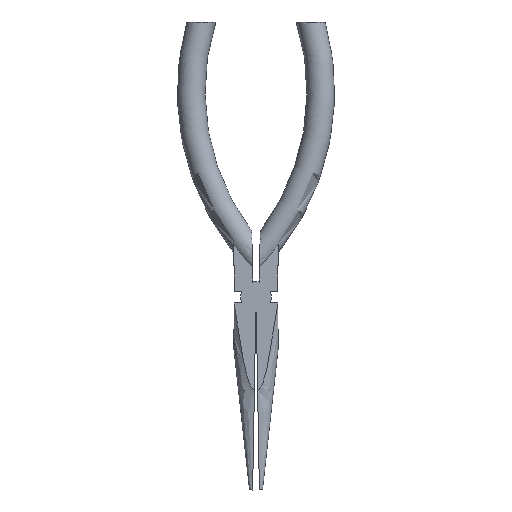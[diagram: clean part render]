
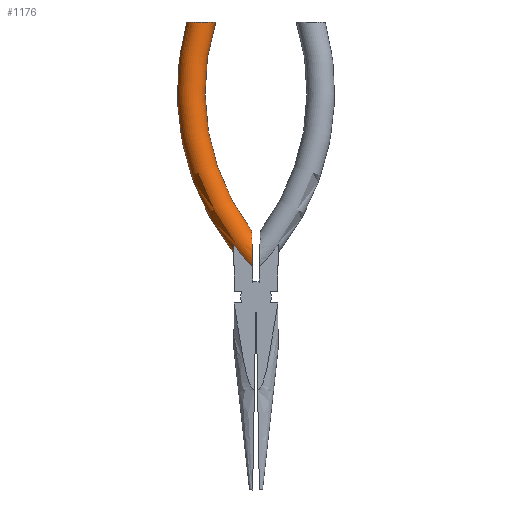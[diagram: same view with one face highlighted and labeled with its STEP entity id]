
A CAD part, front view. The second image highlights one B-rep face of the part: STEP entity #1176.
In plain terms, the highlighted toroidal (fillet/blend) face has major radius 80 mm and minor radius 4.5 mm.
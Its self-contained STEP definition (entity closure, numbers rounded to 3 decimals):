
#864=CARTESIAN_POINT('POINT51',(-1.174,
   -3.5,72.949));
#865=VERTEX_POINT('VERTEX51',#864);
#872=CARTESIAN_POINT('POINT52',(-7.301,
   -3.5,80.176));
#873=VERTEX_POINT('VERTEX52',#872);
#874=CARTESIAN_POINT('POS66',(58.839,
   -3.5,130.037));
#875=DIRECTION('DIR89',(0.,-1.,
   0.));
#876=DIRECTION('DIR90',(-0.017,0.,
   1.));
#877=AXIS2_PLACEMENT_3D('AXIS24',#874,#875,#876);
#878=CIRCLE('ELLIPSE9',#877,82.828);
#879=EDGE_CURVE('EDGE75',#873,#865,#878,.T.);
#904=CARTESIAN_POINT('POINT54',(-7.252,
   0.,77.385));
#905=VERTEX_POINT('VERTEX54',#904);
#929=B_SPLINE_CURVE_WITH_KNOTS('SPLINE_CRV16',3,(#930,#931,#932,#933,
   #934,#935,#936,#937,#938,#939,#940,#941),.UNSPECIFIED.,.F.,.F.,(4,2,2
   ,2,2,4),(0.,0.07,0.14,
   0.231,0.322,0.446),
   .UNSPECIFIED.);
#930=CARTESIAN_POINT('',(-7.252,0.,
   77.385));
#931=CARTESIAN_POINT('',(-7.252,-0.233,
   77.385));
#932=CARTESIAN_POINT('',(-7.253,-0.485,
   77.417));
#933=CARTESIAN_POINT('',(-7.255,-0.972,
   77.548));
#934=CARTESIAN_POINT('',(-7.257,-1.207,
   77.647));
#935=CARTESIAN_POINT('',(-7.261,-1.679,
   77.904));
#936=CARTESIAN_POINT('',(-7.265,-1.947,
   78.1));
#937=CARTESIAN_POINT('',(-7.272,-2.433,
   78.549));
#938=CARTESIAN_POINT('',(-7.277,-2.651,
   78.803));
#939=CARTESIAN_POINT('',(-7.287,-3.077,
   79.38));
#940=CARTESIAN_POINT('',(-7.294,-3.306,
   79.769));
#941=CARTESIAN_POINT('',(-7.301,-3.5,
   80.176));
#942=EDGE_CURVE('EDGE79',#905,#873,#929,.T.);
#996=CARTESIAN_POINT('POINT56',(-1.375,
   0.,84.49));
#997=VERTEX_POINT('VERTEX56',#996);
#1027=B_SPLINE_CURVE_WITH_KNOTS('SPLINE_CRV18',3,(#1028,#1029,#1030,
   #1031,#1032,#1033,#1034,#1035,#1036,#1037,#1038,#1039,#1040,#1041,
   #1042,#1043,#1044,#1045,#1046,#1047,#1048,#1049,#1050,#1051,#1052,
   #1053),.UNSPECIFIED.,.F.,.F.,(4,2,2,2,2,2,2,2,2,2,2,2,4),(
   1.721,1.792,1.862,
   1.957,2.051,2.177,
   2.303,2.452,2.602,
   2.746,2.89,3.003,
   3.019),.UNSPECIFIED.);
#1028=CARTESIAN_POINT('',(-1.375,0.,
   84.49));
#1029=CARTESIAN_POINT('',(-1.375,-0.235,
   84.49));
#1030=CARTESIAN_POINT('',(-1.375,-0.49,
   84.457));
#1031=CARTESIAN_POINT('',(-1.372,-0.981,
   84.319));
#1032=CARTESIAN_POINT('',(-1.37,-1.217,
   84.215));
#1033=CARTESIAN_POINT('',(-1.366,-1.696,
   83.946));
#1034=CARTESIAN_POINT('',(-1.362,-1.971,
   83.74));
#1035=CARTESIAN_POINT('',(-1.354,-2.467,
   83.269));
#1036=CARTESIAN_POINT('',(-1.349,-2.69,
   83.005));
#1037=CARTESIAN_POINT('',(-1.339,-3.122,
   82.412));
#1038=CARTESIAN_POINT('',(-1.332,-3.355,
   82.015));
#1039=CARTESIAN_POINT('',(-1.318,-3.75,
   81.187));
#1040=CARTESIAN_POINT('',(-1.31,-3.912,
   80.755));
#1041=CARTESIAN_POINT('',(-1.295,-4.182,
   79.878));
#1042=CARTESIAN_POINT('',(-1.285,-4.304,
   79.345));
#1043=CARTESIAN_POINT('',(-1.267,-4.463,
   78.265));
#1044=CARTESIAN_POINT('',(-1.257,-4.5,
   77.719));
#1045=CARTESIAN_POINT('',(-1.24,-4.5,
   76.741));
#1046=CARTESIAN_POINT('',(-1.231,-4.466,
   76.216));
#1047=CARTESIAN_POINT('',(-1.213,-4.311,
   75.178));
#1048=CARTESIAN_POINT('',(-1.204,-4.19,
   74.666));
#1049=CARTESIAN_POINT('',(-1.19,-3.922,
   73.849));
#1050=CARTESIAN_POINT('',(-1.183,-3.767,
   73.463));
#1051=CARTESIAN_POINT('',(-1.175,-3.552,
   73.046));
#1052=CARTESIAN_POINT('',(-1.175,-3.526,
   72.997));
#1053=CARTESIAN_POINT('',(-1.174,-3.5,
   72.949));
#1054=EDGE_CURVE('EDGE83',#997,#865,#1027,.T.);
#1065=CARTESIAN_POINT('POINT57',(-22.588,
   0.,152.619));
#1066=VERTEX_POINT('VERTEX57',#1065);
#1067=CARTESIAN_POINT('POINT58',(-13.153,
   0.,152.784));
#1068=VERTEX_POINT('VERTEX58',#1067);
#1069=B_SPLINE_CURVE_WITH_KNOTS('SPLINE_CRV19',3,(#1070,#1071,#1072,
   #1073,#1074,#1075,#1076,#1077,#1078,#1079,#1080,#1081,#1082,#1083,
   #1084,#1085,#1086,#1087,#1088,#1089,#1090,#1091,#1092,#1093,#1094,
   #1095,#1096,#1097,#1098,#1099,#1100,#1101,#1102,#1103),.UNSPECIFIED.,
   .F.,.F.,(4,2,2,2,2,2,2,2,2,2,2,2,2,2,2,2,4),(0.,
   0.082,0.164,0.248,
   0.332,0.418,0.505,
   0.593,0.682,0.771,
   0.859,0.946,1.033,
   1.117,1.201,1.283,
   1.365),.UNSPECIFIED.);
#1070=CARTESIAN_POINT('',(-22.588,0.,
   152.619));
#1071=CARTESIAN_POINT('',(-22.588,-0.274,
   152.619));
#1072=CARTESIAN_POINT('',(-22.56,-0.573,
   152.62));
#1073=CARTESIAN_POINT('',(-22.44,-1.158,
   152.622));
#1074=CARTESIAN_POINT('',(-22.349,-1.443,
   152.623));
#1075=CARTESIAN_POINT('',(-22.132,-1.953,
   152.627));
#1076=CARTESIAN_POINT('',(-21.987,-2.223,
   152.63));
#1077=CARTESIAN_POINT('',(-21.641,-2.726,
   152.636));
#1078=CARTESIAN_POINT('',(-21.441,-2.959,
   152.639));
#1079=CARTESIAN_POINT('',(-21.035,-3.355,
   152.646));
#1080=CARTESIAN_POINT('',(-20.79,-3.553,
   152.651));
#1081=CARTESIAN_POINT('',(-20.264,-3.895,
   152.66));
#1082=CARTESIAN_POINT('',(-19.983,-4.038,
   152.665));
#1083=CARTESIAN_POINT('',(-19.442,-4.256,
   152.674));
#1084=CARTESIAN_POINT('',(-19.133,-4.35,
   152.679));
#1085=CARTESIAN_POINT('',(-18.501,-4.472,
   152.69));
#1086=CARTESIAN_POINT('',(-18.178,-4.5,
   152.696));
#1087=CARTESIAN_POINT('',(-17.587,-4.5,
   152.706));
#1088=CARTESIAN_POINT('',(-17.264,-4.472,
   152.712));
#1089=CARTESIAN_POINT('',(-16.63,-4.349,
   152.723));
#1090=CARTESIAN_POINT('',(-16.32,-4.256,
   152.729));
#1091=CARTESIAN_POINT('',(-15.777,-4.037,
   152.738));
#1092=CARTESIAN_POINT('',(-15.494,-3.894,
   152.743));
#1093=CARTESIAN_POINT('',(-14.964,-3.551,
   152.752));
#1094=CARTESIAN_POINT('',(-14.716,-3.352,
   152.757));
#1095=CARTESIAN_POINT('',(-14.307,-2.955,
   152.764));
#1096=CARTESIAN_POINT('',(-14.106,-2.722,
   152.767));
#1097=CARTESIAN_POINT('',(-13.757,-2.219,
   152.773));
#1098=CARTESIAN_POINT('',(-13.611,-1.949,
   152.776));
#1099=CARTESIAN_POINT('',(-13.393,-1.439,
   152.78));
#1100=CARTESIAN_POINT('',(-13.301,-1.154,
   152.781));
#1101=CARTESIAN_POINT('',(-13.181,-0.571,
   152.783));
#1102=CARTESIAN_POINT('',(-13.153,-0.273,
   152.784));
#1103=CARTESIAN_POINT('',(-13.153,0.,
   152.784));
#1104=EDGE_CURVE('EDGE84',#1066,#1068,#1069,.T.);
#1151=CARTESIAN_POINT('POS76',(58.839,
   0.,130.037));
#1152=DIRECTION('DIR106',(0.,-1.,
   0.));
#1153=DIRECTION('DIR107',(0.,0.,-1.));
#1154=AXIS2_PLACEMENT_3D('AXIS31',#1151,#1152,#1153);
#1155=CIRCLE('ELLIPSE11',#1154,84.5);
#1156=EDGE_CURVE('EDGE86',#1066,#905,#1155,.T.);
#1157=ORIENTED_EDGE('COEDGE163',*,*,#1156,.T.);
#1158=ORIENTED_EDGE('COEDGE164',*,*,#942,.T.);
#1159=ORIENTED_EDGE('COEDGE165',*,*,#879,.T.);
#1160=ORIENTED_EDGE('COEDGE166',*,*,#1054,.F.);
#1161=CARTESIAN_POINT('POS77',(58.839,
   0.,130.037));
#1162=DIRECTION('DIR108',(0.,1.,
   0.));
#1163=DIRECTION('DIR109',(0.,0.,-1.));
#1164=AXIS2_PLACEMENT_3D('AXIS32',#1161,#1162,#1163);
#1165=CIRCLE('ELLIPSE12',#1164,75.5);
#1166=EDGE_CURVE('EDGE87',#997,#1068,#1165,.T.);
#1167=ORIENTED_EDGE('COEDGE167',*,*,#1166,.T.);
#1168=ORIENTED_EDGE('COEDGE168',*,*,#1104,.F.);
#1169=EDGE_LOOP('NONE',(#1157,#1158,#1159,#1160,#1167,#1168));
#1170=FACE_BOUND('LOOP1',#1169,.T.);
#1171=CARTESIAN_POINT('POS78',(58.839,
   0.,130.037));
#1172=DIRECTION('DIR110',(0.,-1.,
   0.));
#1173=DIRECTION('DIR111',(-0.017,0.,
   1.));
#1174=AXIS2_PLACEMENT_3D('AXIS33',#1171,#1172,#1173);
#1175=TOROIDAL_SURFACE('TORUS2',#1174,80.,4.5);
#1176=ADVANCED_FACE('FACE30',(#1170),#1175,.T.);
